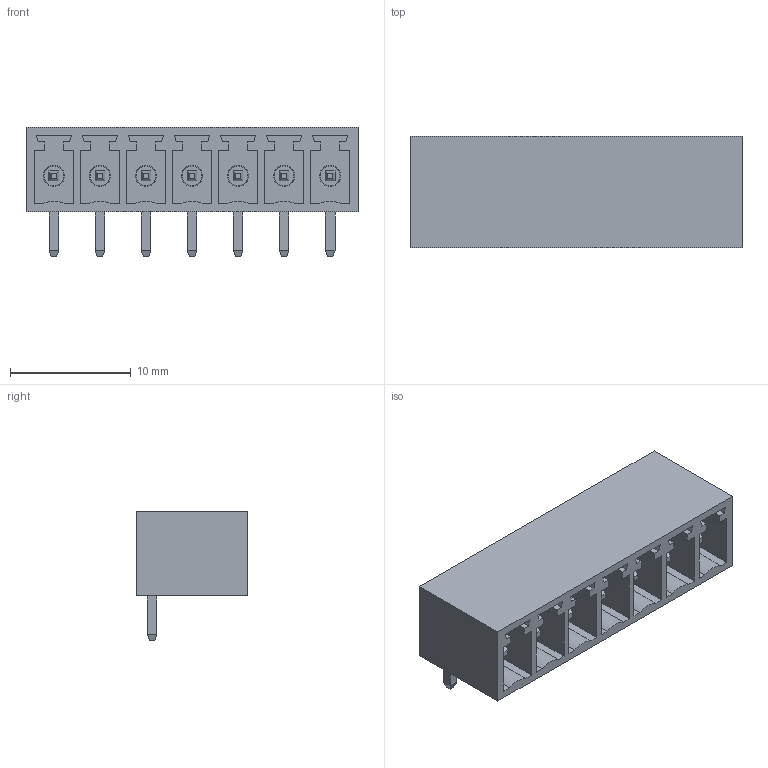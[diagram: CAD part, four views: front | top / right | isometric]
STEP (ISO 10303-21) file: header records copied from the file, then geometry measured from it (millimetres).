
FILE_DESCRIPTION (( 'STEP AP214' ), '1' );
FILE_NAME ('KF2EDGR-3.81-7P.STEP', '2023-09-29T12:25:01', ( '' ), ( '' ), 'SwSTEP 2.0', 'SolidWorks 2016', '' );
FILE_SCHEMA (( 'AUTOMOTIVE_DESIGN' ));
Length unit declared in the file: millimetre
Products named in the file (1): KF2EDGR-3.81-7P
Bounding box: 27.47 x 9.2 x 10.7 mm (x, y, z)
Volume: 1000.1 mm3; surface area: 2228.7 mm2
Topology: 1 solids, 1 shells, 272 faces, 656 edges, 414 vertices
Faces by surface type: plane 237, cylinder 21, cone 14
Entity records: 10544 total; most frequent: CARTESIAN_POINT 1343, ORIENTED_EDGE 1312, DIRECTION 1258, EDGE_CURVE 656, VECTOR 600, LINE 600, VERTEX_POINT 414, AXIS2_PLACEMENT_3D 329
